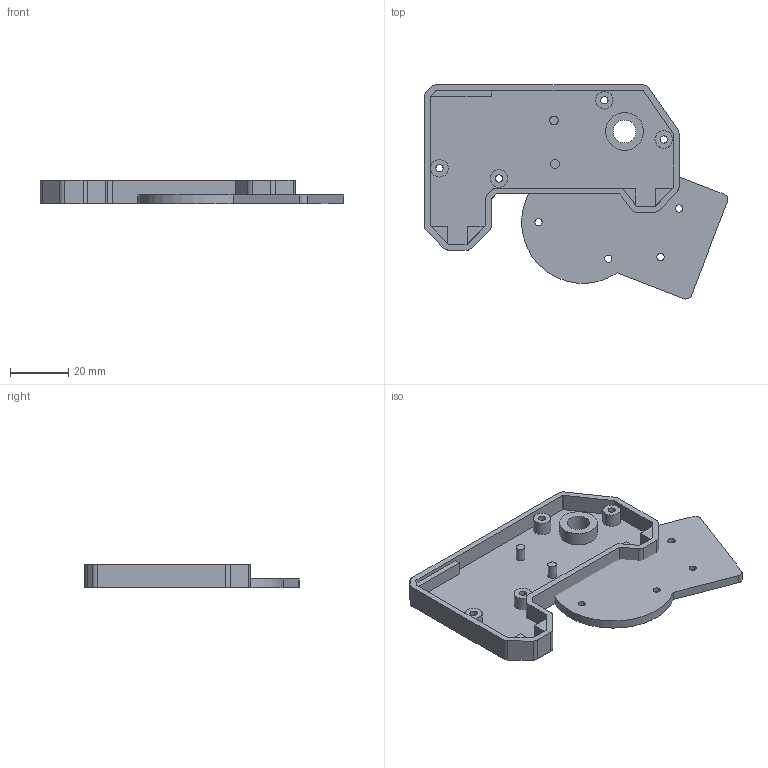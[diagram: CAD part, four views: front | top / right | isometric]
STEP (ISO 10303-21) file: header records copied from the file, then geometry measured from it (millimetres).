
FILE_DESCRIPTION(('FreeCAD Model'),'2;1');
FILE_NAME('Open CASCADE Shape Model','2025-07-26T20:53:58',(''),(''), 'Open CASCADE STEP processor 7.8','FreeCAD','Unknown');
FILE_SCHEMA(('AUTOMOTIVE_DESIGN { 1 0 10303 214 1 1 1 1 }'));
Length unit declared in the file: millimetre
Products named in the file (3): base-mount-left; base; Body
Assembly tree (2 placements, depth 2):
  base-mount-left
    base
    Body
Bounding box: 104.19 x 73.45 x 8 mm (x, y, z)
Volume: 17441.9 mm3; surface area: 16482.6 mm2
Topology: 2 solids, 2 shells, 116 faces, 304 edges, 200 vertices
Faces by surface type: plane 64, cylinder 44, cone 8
Full cylindrical faces by diameter (mm): 2.5 x8, 3 x2, 6 x4, 7.8 x1, 13 x1
Entity records: 3673 total; most frequent: DIRECTION 639, CARTESIAN_POINT 623, ORIENTED_EDGE 608, EDGE_CURVE 304, AXIS2_PLACEMENT_3D 216, LINE 207, VECTOR 207, VERTEX_POINT 200
